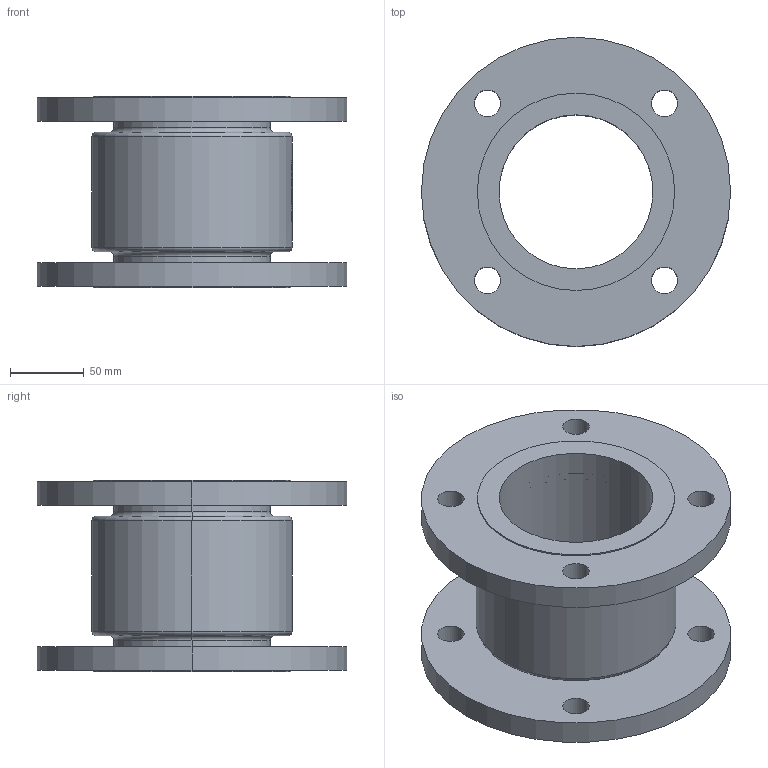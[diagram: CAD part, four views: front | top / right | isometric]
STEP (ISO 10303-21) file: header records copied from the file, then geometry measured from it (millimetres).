
FILE_DESCRIPTION (( 'STEP AP214' ), '1' );
FILE_NAME ('ALPHA-C_DN100_PN06_6000017308.STEP', '2021-10-21T06:44:05', ( 'axxx' ), ( 'Hewlett-Packard Company' ), 'SwSTEP 2.0', 'SolidWorks 2019', '' );
FILE_SCHEMA (( 'AUTOMOTIVE_DESIGN' ));
Length unit declared in the file: millimetre
Products named in the file (1): ALPHA-C_DN100_PN06_6000017308
Bounding box: 210 x 210 x 130 mm (x, y, z)
Volume: 1297147.5 mm3; surface area: 221499.5 mm2
Topology: 1 solids, 1 shells, 571 faces, 1519 edges, 1010 vertices
Faces by surface type: plane 254, bspline 239, cylinder 70, torus 8
Entity records: 31034 total; most frequent: CARTESIAN_POINT 18460, ORIENTED_EDGE 3038, DIRECTION 1786, EDGE_CURVE 1519, VERTEX_POINT 1010, LINE 792, VECTOR 792, EDGE_LOOP 649
